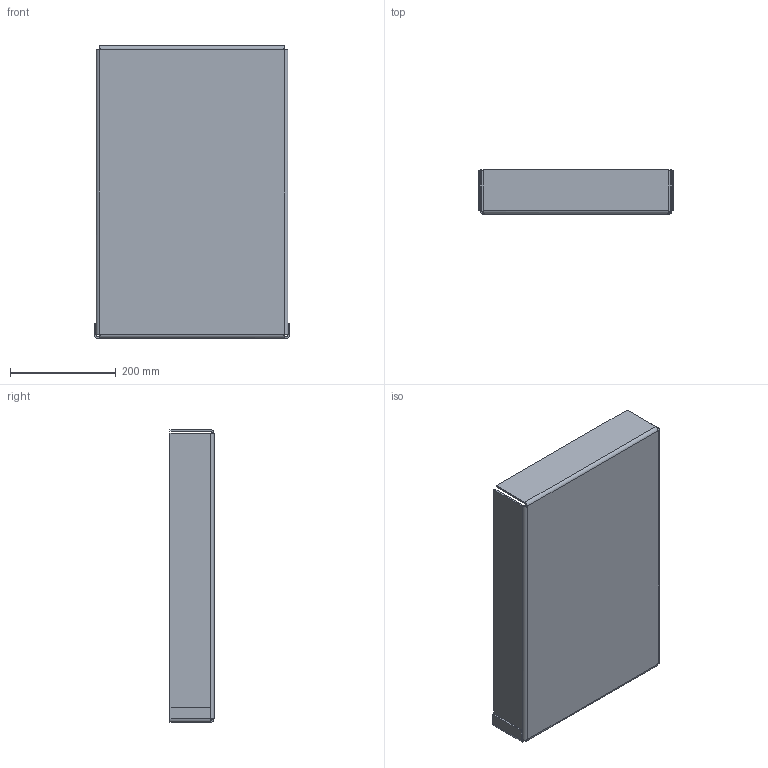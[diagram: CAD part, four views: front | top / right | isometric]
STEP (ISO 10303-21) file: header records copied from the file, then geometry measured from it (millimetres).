
FILE_DESCRIPTION (( 'STEP AP203' ), '1' );
FILE_NAME ('MockContainer2SCS.STEP', '2024-12-08T01:08:44', ( '' ), ( '' ), 'SwSTEP 2.0', 'SolidWorks 2024', '' );
FILE_SCHEMA (( 'CONFIG_CONTROL_DESIGN' ));
Length unit declared in the file: millimetre
Products named in the file (1): MockContainer2SCS
Bounding box: 369.35 x 83.17 x 552.8 mm (x, y, z)
Volume: 1092703.5 mm3; surface area: 696570.8 mm2
Topology: 1 solids, 1 shells, 76 faces, 174 edges, 100 vertices
Faces by surface type: plane 44, cylinder 16, bspline 16
Entity records: 2359 total; most frequent: CARTESIAN_POINT 775, ORIENTED_EDGE 348, DIRECTION 240, EDGE_CURVE 174, VERTEX_POINT 100, LINE 86, VECTOR 86, AXIS2_PLACEMENT_3D 77
